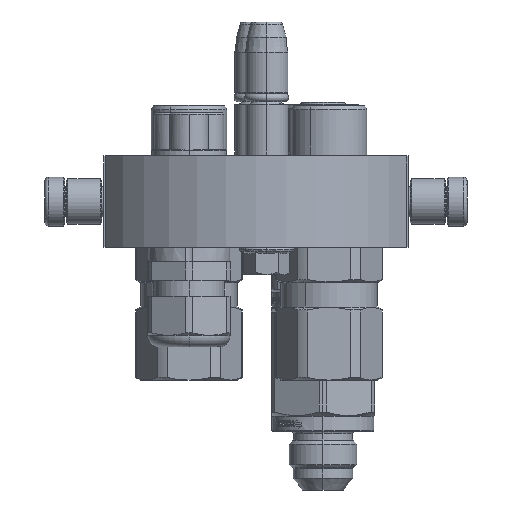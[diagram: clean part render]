
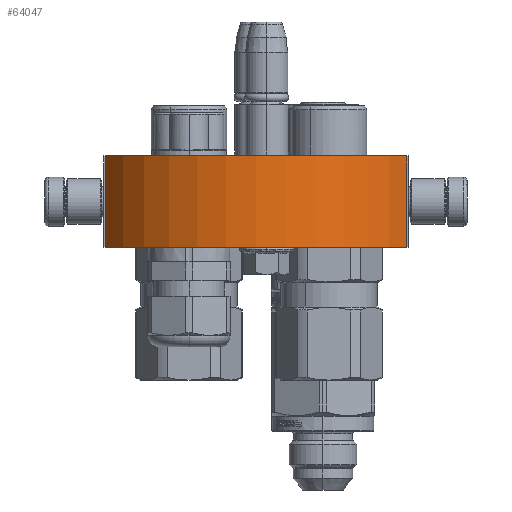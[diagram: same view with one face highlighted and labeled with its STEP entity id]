
A CAD part, left-side view. The second image highlights one B-rep face of the part: STEP entity #64047.
In plain terms, the highlighted cylindrical face has radius 57.25 mm (diameter 114.5 mm), a partial arc.
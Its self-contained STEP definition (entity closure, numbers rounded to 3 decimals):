
#4 = DIRECTION ( 'NONE',  ( 0., 1., 0. ) ) ;
#30 = ORIENTED_EDGE ( 'NONE', *, *, #22481, .T. ) ;
#1878 = CARTESIAN_POINT ( 'NONE',  ( -49.5, 30., -28.763 ) ) ;
#2788 = EDGE_CURVE ( 'NONE', #11478, #60113, #54759, .T. ) ;
#6071 = ORIENTED_EDGE ( 'NONE', *, *, #14859, .T. ) ;
#7274 = CARTESIAN_POINT ( 'NONE',  ( 49.5, 0., -28.763 ) ) ;
#8062 = DIRECTION ( 'NONE',  ( 0., 1., 0. ) ) ;
#8785 = CARTESIAN_POINT ( 'NONE',  ( 0., 0., 0. ) ) ;
#8941 = LINE ( 'NONE', #20813, #45393 ) ;
#9454 = AXIS2_PLACEMENT_3D ( 'NONE', #8785, #13191, #58631 ) ;
#10244 = ORIENTED_EDGE ( 'NONE', *, *, #2788, .F. ) ;
#11478 = VERTEX_POINT ( 'NONE', #15117 ) ;
#13191 = DIRECTION ( 'NONE',  ( 0., -1., 0. ) ) ;
#14859 = EDGE_CURVE ( 'NONE', #53645, #60113, #37708, .T. ) ;
#15117 = CARTESIAN_POINT ( 'NONE',  ( 49.5, 30., -28.763 ) ) ;
#16090 = CARTESIAN_POINT ( 'NONE',  ( 0., 0., 0. ) ) ;
#19405 = AXIS2_PLACEMENT_3D ( 'NONE', #58217, #58650, #43112 ) ;
#20813 = CARTESIAN_POINT ( 'NONE',  ( 49.5, 0., -28.763 ) ) ;
#21542 = AXIS2_PLACEMENT_3D ( 'NONE', #16090, #51998, #41762 ) ;
#22481 = EDGE_CURVE ( 'NONE', #23528, #53645, #57017, .T. ) ;
#23494 = VECTOR ( 'NONE', #8062, 1000. ) ;
#23528 = VERTEX_POINT ( 'NONE', #7274 ) ;
#37708 = LINE ( 'NONE', #43686, #23494 ) ;
#41762 = DIRECTION ( 'NONE',  ( 0.865, 0., -0.502 ) ) ;
#43112 = DIRECTION ( 'NONE',  ( 0.865, 0., -0.502 ) ) ;
#43686 = CARTESIAN_POINT ( 'NONE',  ( -49.5, 0., -28.763 ) ) ;
#43850 = ORIENTED_EDGE ( 'NONE', *, *, #44356, .F. ) ;
#44356 = EDGE_CURVE ( 'NONE', #23528, #11478, #8941, .T. ) ;
#45393 = VECTOR ( 'NONE', #4, 1000. ) ;
#47191 = FACE_OUTER_BOUND ( 'NONE', #58781, .T. ) ;
#51998 = DIRECTION ( 'NONE',  ( 0., 1., 0. ) ) ;
#53645 = VERTEX_POINT ( 'NONE', #55425 ) ;
#54759 = CIRCLE ( 'NONE', #19405, 57.25 ) ;
#55425 = CARTESIAN_POINT ( 'NONE',  ( -49.5, 0., -28.763 ) ) ;
#57017 = CIRCLE ( 'NONE', #21542, 57.25 ) ;
#58217 = CARTESIAN_POINT ( 'NONE',  ( 0., 30., 0. ) ) ;
#58631 = DIRECTION ( 'NONE',  ( 1., 0., 0. ) ) ;
#58650 = DIRECTION ( 'NONE',  ( 0., 1., 0. ) ) ;
#58781 = EDGE_LOOP ( 'NONE', ( #10244, #43850, #30, #6071 ) ) ;
#60113 = VERTEX_POINT ( 'NONE', #1878 ) ;
#62334 = CYLINDRICAL_SURFACE ( 'NONE', #9454, 57.25 ) ;
#64047 = ADVANCED_FACE ( 'NONE', ( #47191 ), #62334, .T. ) ;
